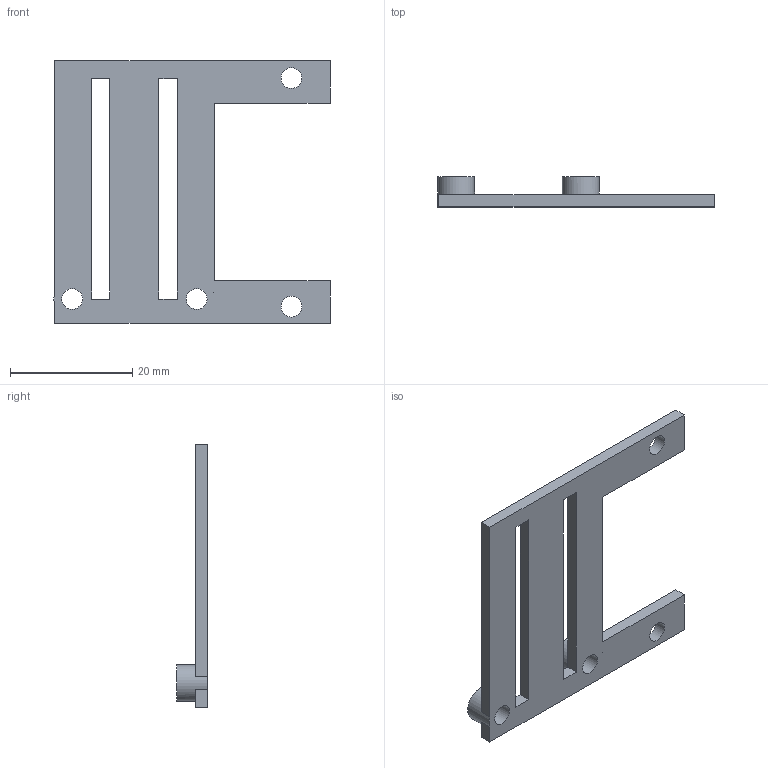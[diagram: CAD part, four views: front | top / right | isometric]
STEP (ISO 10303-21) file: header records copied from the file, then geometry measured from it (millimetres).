
FILE_DESCRIPTION(/* description */ (''),/* implementation_level */ '2;1');
FILE_NAME(/* name */ 'Esp32Holder.step',/* time_stamp */ '2023-05-04T14:50:58+01:00',/* author */ (''),/* organization */ (''),/* preprocessor_version */ 'ST-DEVELOPER v19.2',/* originating_system */ 'Autodesk Translation Framework v12.4.0.73',/* authorisation */ '');
FILE_SCHEMA (('AUTOMOTIVE_DESIGN { 1 0 10303 214 3 1 1 }'));
Length unit declared in the file: millimetre
Products named in the file (1): Rover
Bounding box: 45.17 x 5 x 43 mm (x, y, z)
Volume: 2384.1 mm3; surface area: 3271.3 mm2
Topology: 1 solids, 1 shells, 29 faces, 81 edges, 54 vertices
Faces by surface type: plane 23, cylinder 6
Full cylindrical faces by diameter (mm): 3.4 x4, 6 x2
Entity records: 1016 total; most frequent: CARTESIAN_POINT 165, ORIENTED_EDGE 162, DIRECTION 157, EDGE_CURVE 81, LINE 65, VECTOR 65, VERTEX_POINT 54, AXIS2_PLACEMENT_3D 46
